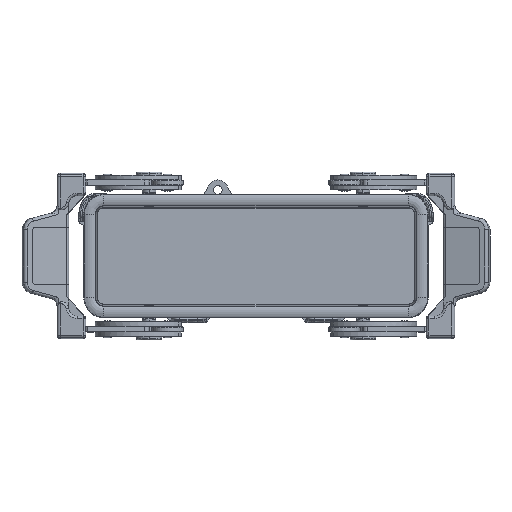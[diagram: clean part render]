
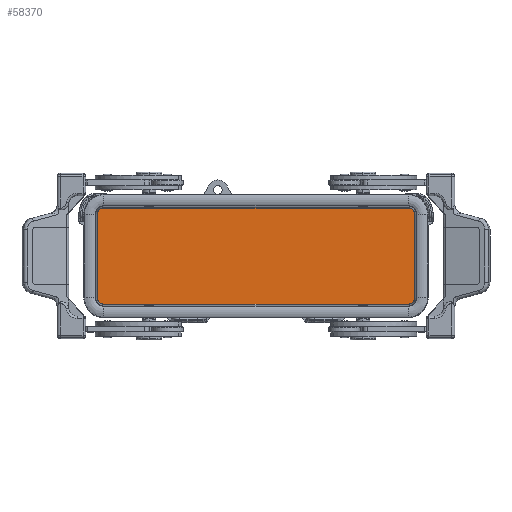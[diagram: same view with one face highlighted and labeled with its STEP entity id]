
A CAD part, top view. The second image highlights one B-rep face of the part: STEP entity #58370.
In plain terms, the highlighted planar face has unit normal (0, 0, 1).
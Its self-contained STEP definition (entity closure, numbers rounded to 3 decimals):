
#15420=CARTESIAN_POINT('',(16.717,6.001,-9.5));
#15430=VERTEX_POINT('',#15420);
#15610=CARTESIAN_POINT('',(16.717,-99.999,
-9.5));
#15620=VERTEX_POINT('',#15610);
#15650=CARTESIAN_POINT('',(16.717,-146.997,
-9.5));
#15660=DIRECTION('',(0.,1.,0.));
#15670=VECTOR('',#15660,1.);
#15680=LINE('',#15650,#15670);
#15690=EDGE_CURVE('',#15620,#15430,#15680,.T.);
#17130=CARTESIAN_POINT('',(-14.5,8.219,-9.5));
#17140=VERTEX_POINT('',#17130);
#17170=CARTESIAN_POINT('',(-14.5,6.001,-9.5));
#17180=DIRECTION('',(0.,0.,1.));
#17190=DIRECTION('',(-1.,0.,0.));
#17200=AXIS2_PLACEMENT_3D('',#17170,#17180,#17190);
#17210=CIRCLE('',#17200,2.217);
#17220=CARTESIAN_POINT('',(-16.717,6.001,
-9.5));
#17230=VERTEX_POINT('',#17220);
#17240=EDGE_CURVE('',#17140,#17230,#17210,.T.);
#36230=CARTESIAN_POINT('',(14.5,6.001,-9.5));
#36240=DIRECTION('',(0.,0.,-1.));
#36250=DIRECTION('',(1.,0.,0.));
#36260=AXIS2_PLACEMENT_3D('',#36230,#36240,#36250);
#36270=CIRCLE('',#36260,2.217);
#36280=CARTESIAN_POINT('',(14.5,8.219,-9.5));
#36290=VERTEX_POINT('',#36280);
#36300=EDGE_CURVE('',#36290,#15430,#36270,.T.);
#37770=CARTESIAN_POINT('',(-14.5,8.219,-9.5));
#37780=DIRECTION('',(1.,0.,0.));
#37790=VECTOR('',#37780,1.);
#37800=LINE('',#37770,#37790);
#37810=EDGE_CURVE('',#17140,#36290,#37800,.T.);
#57940=CARTESIAN_POINT('',(18.389,-33.258,-9.5));
#57950=DIRECTION('',(0.,0.,-1.));
#57960=DIRECTION('',(1.,0.,0.));
#57970=AXIS2_PLACEMENT_3D('',#57940,#57950,#57960);
#57980=PLANE('',#57970);
#57990=ORIENTED_EDGE('',*,*,#17240,.T.);
#58000=ORIENTED_EDGE('',*,*,#37810,.F.);
#58010=ORIENTED_EDGE('',*,*,#36300,.F.);
#58020=ORIENTED_EDGE('',*,*,#15690,.T.);
#58030=CARTESIAN_POINT('',(14.5,-99.999,
-9.5));
#58040=DIRECTION('',(0.,0.,1.));
#58050=DIRECTION('',(1.,0.,0.));
#58060=AXIS2_PLACEMENT_3D('',#58030,#58040,#58050);
#58070=CIRCLE('',#58060,2.217);
#58080=CARTESIAN_POINT('',(14.5,-102.216,-9.5));
#58090=VERTEX_POINT('',#58080);
#58100=EDGE_CURVE('',#58090,#15620,#58070,.T.);
#58110=ORIENTED_EDGE('',*,*,#58100,.T.);
#58120=CARTESIAN_POINT('',(-14.5,-102.216,-9.5));
#58130=DIRECTION('',(1.,0.,0.));
#58140=VECTOR('',#58130,1.);
#58150=LINE('',#58120,#58140);
#58160=CARTESIAN_POINT('',(-14.5,-102.216,-9.5));
#58170=VERTEX_POINT('',#58160);
#58180=EDGE_CURVE('',#58170,#58090,#58150,.T.);
#58190=ORIENTED_EDGE('',*,*,#58180,.T.);
#58200=CARTESIAN_POINT('',(-14.5,-99.999,
-9.5));
#58210=DIRECTION('',(0.,0.,-1.));
#58220=DIRECTION('',(-1.,0.,0.));
#58230=AXIS2_PLACEMENT_3D('',#58200,#58210,#58220);
#58240=CIRCLE('',#58230,2.217);
#58250=CARTESIAN_POINT('',(-16.717,-99.999,
-9.5));
#58260=VERTEX_POINT('',#58250);
#58270=EDGE_CURVE('',#58170,#58260,#58240,.T.);
#58280=ORIENTED_EDGE('',*,*,#58270,.F.);
#58290=CARTESIAN_POINT('',(-16.717,-40.997,
-9.5));
#58300=DIRECTION('',(0.,-1.,0.));
#58310=VECTOR('',#58300,1.);
#58320=LINE('',#58290,#58310);
#58330=EDGE_CURVE('',#17230,#58260,#58320,.T.);
#58340=ORIENTED_EDGE('',*,*,#58330,.T.);
#58350=EDGE_LOOP('',(#58340,#58280,#58190,#58110,#58020,#58010,#58000,
#57990));
#58360=FACE_OUTER_BOUND('',#58350,.T.);
#58370=ADVANCED_FACE('',(#58360),#57980,.F.);
